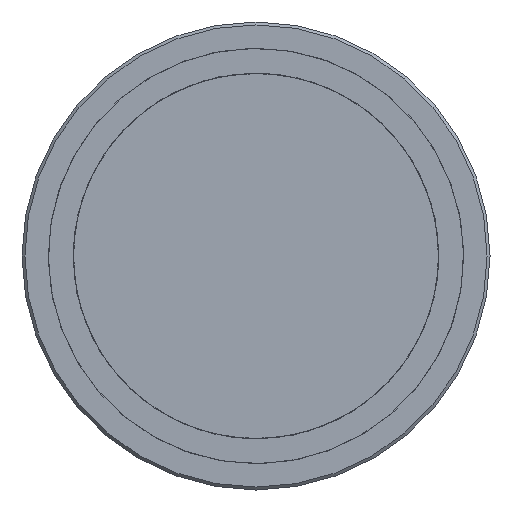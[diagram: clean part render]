
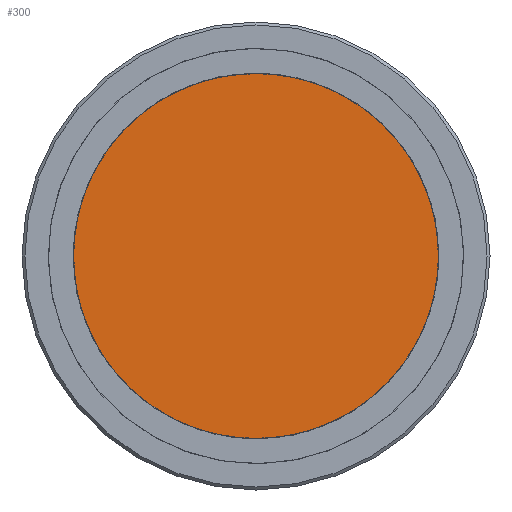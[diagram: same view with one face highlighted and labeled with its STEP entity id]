
A CAD part, front view. The second image highlights one B-rep face of the part: STEP entity #300.
In plain terms, the highlighted face is planar.
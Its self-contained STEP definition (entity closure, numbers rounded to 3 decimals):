
#52=PLANE('',#432);
#96=FACE_OUTER_BOUND('',#119,.T.);
#119=EDGE_LOOP('',(#272));
#146=CIRCLE('',#429,6.25);
#171=VERTEX_POINT('',#621);
#204=EDGE_CURVE('',#171,#171,#146,.T.);
#272=ORIENTED_EDGE('',*,*,#204,.T.);
#300=ADVANCED_FACE('',(#96),#52,.T.);
#429=AXIS2_PLACEMENT_3D('',#622,#524,#525);
#432=AXIS2_PLACEMENT_3D('',#627,#531,#532);
#524=DIRECTION('center_axis',(0.,0.,1.));
#525=DIRECTION('ref_axis',(-1.,0.,0.));
#531=DIRECTION('center_axis',(0.,0.,1.));
#532=DIRECTION('ref_axis',(1.,0.,0.));
#621=CARTESIAN_POINT('',(6.25,0.,3.));
#622=CARTESIAN_POINT('Origin',(0.,0.,3.));
#627=CARTESIAN_POINT('Origin',(0.,0.,
3.));
